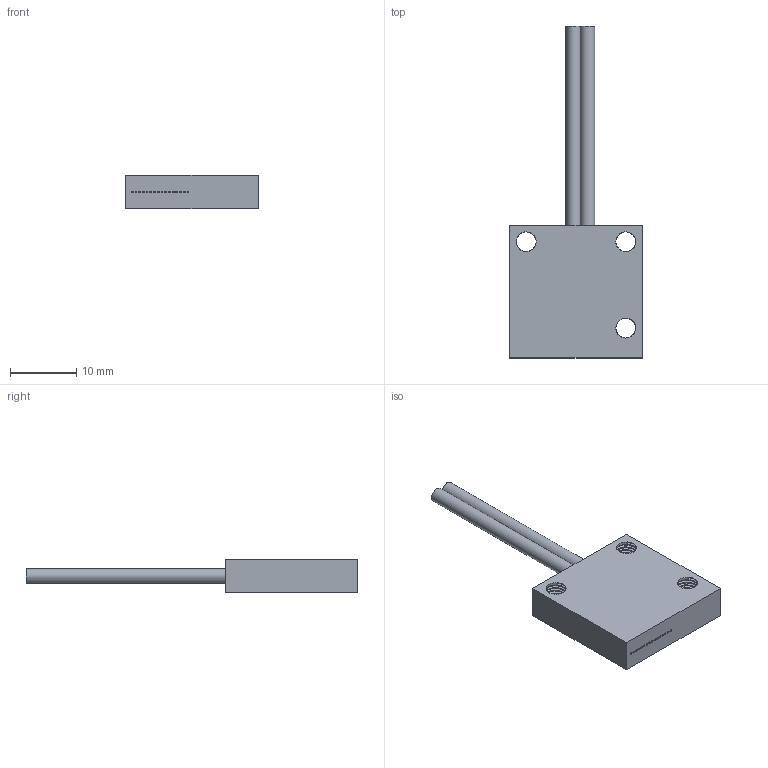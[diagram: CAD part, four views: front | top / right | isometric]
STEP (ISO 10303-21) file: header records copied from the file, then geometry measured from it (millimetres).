
FILE_DESCRIPTION(/* description */ (''),/* implementation_level */ '2;1');
FILE_NAME(/* name */ 'EX-WDA20.stp',/* time_stamp */ '2023-04-10T10:14:39+08:00',/* author */ (''),/* organization */ (''),/* preprocessor_version */ 'ST-DEVELOPER v16.7',/* originating_system */ 'SIEMENS PLM Software NX 12.0',/* authorisation */ '');
FILE_SCHEMA (('AUTOMOTIVE_DESIGN { 1 0 10303 214 3 1 1 1 }'));
Length unit declared in the file: millimetre
Products named in the file (1): EX-WDA20
Bounding box: 20 x 50 x 5 mm (x, y, z)
Volume: 2104.2 mm3; surface area: 1781.1 mm2
Topology: 1 solids, 1 shells, 56 faces, 111 edges, 74 vertices
Faces by surface type: plane 26, cylinder 24, bspline 6
Full cylindrical faces by diameter (mm): 0.265 x16
Entity records: 10077 total; most frequent: CARTESIAN_POINT 8959, DIRECTION 215, ORIENTED_EDGE 190, AXIS2_PLACEMENT_3D 96, EDGE_LOOP 95, EDGE_CURVE 95, VERTEX_POINT 74, FACE_BOUND 59
